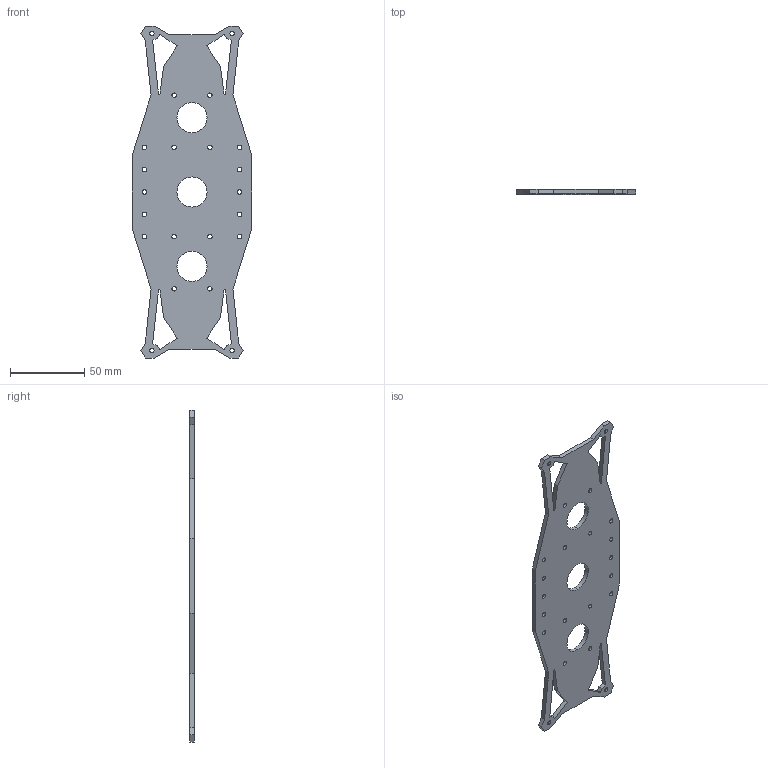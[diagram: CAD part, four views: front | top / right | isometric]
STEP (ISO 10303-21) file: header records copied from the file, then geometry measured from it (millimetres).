
FILE_DESCRIPTION (( 'STEP AP214' ), '1' );
FILE_NAME ('Ö´ÐÐ°å.STEP', '2023-01-14T07:33:17', ( '' ), ( '' ), 'SwSTEP 2.0', 'SolidWorks 2021', '' );
FILE_SCHEMA (( 'AUTOMOTIVE_DESIGN' ));
Length unit declared in the file: millimetre
Products named in the file (1): 硒俴啣
Bounding box: 80 x 3 x 223 mm (x, y, z)
Volume: 36827 mm3; surface area: 28666.6 mm2
Topology: 1 solids, 1 shells, 120 faces, 342 edges, 224 vertices
Faces by surface type: plane 58, cylinder 50, cone 12
Entity records: 4072 total; most frequent: DIRECTION 696, CARTESIAN_POINT 687, ORIENTED_EDGE 684, EDGE_CURVE 342, AXIS2_PLACEMENT_3D 233, LINE 230, VECTOR 230, VERTEX_POINT 224
